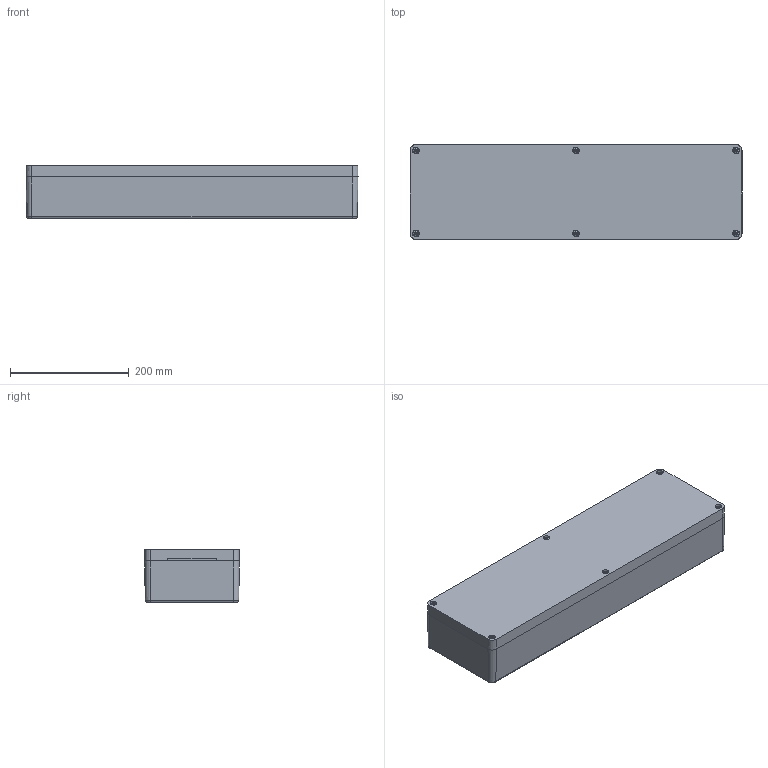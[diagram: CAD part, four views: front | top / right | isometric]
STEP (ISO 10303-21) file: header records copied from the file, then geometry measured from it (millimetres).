
FILE_DESCRIPTION(('CATIA V5R24 STEP','CAx-IF Rec.Pracs.--- Model Styling and Organization---1.2---2011-12-15'),'2;1');
FILE_NAME ('010928-5_2', '2018-04-25T05:35:18+00:00', ('Weidmueller Interface'), ('Weidmueller'), 'CATIA Version 5-6 Release 2014 SP4 HF52', 'CATIA V5 STEP AP214', 'none');
FILE_SCHEMA(('AUTOMOTIVE_DESIGN { 1 0 10303 214 1 1 1 1 }'));
Length unit declared in the file: millimetre
Products named in the file (1): KLIPPON_POK_165609_EX
Bounding box: 560 x 160 x 91 mm (x, y, z)
Volume: 1830523.7 mm3; surface area: 645004.1 mm2
Topology: 9 solids, 9 shells, 865 faces, 2066 edges, 1222 vertices
Faces by surface type: plane 339, cone 234, cylinder 156, torus 100, sphere 36
Entity records: 24842 total; most frequent: CARTESIAN_POINT 6929, ORIENTED_EDGE 4048, DIRECTION 2900, EDGE_CURVE 2024, AXIS2_PLACEMENT_3D 1438, VERTEX_POINT 1222, EDGE_LOOP 932, ADVANCED_FACE 865
